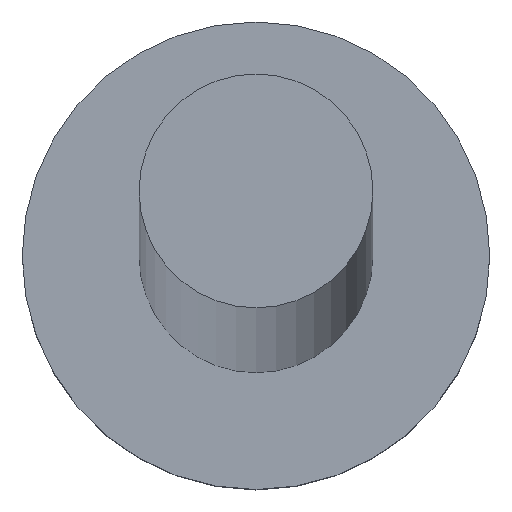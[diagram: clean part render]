
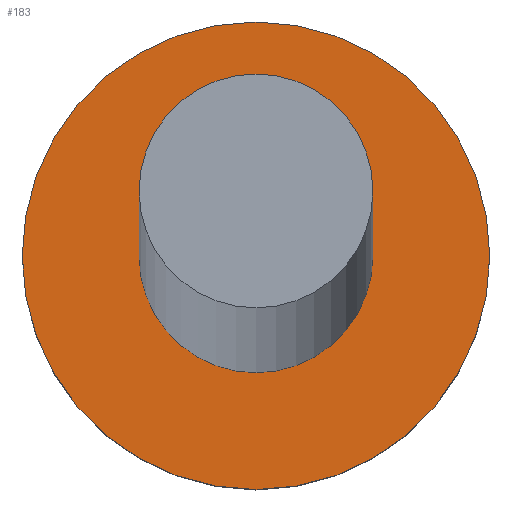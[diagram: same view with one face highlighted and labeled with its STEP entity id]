
A CAD part, top view. The second image highlights one B-rep face of the part: STEP entity #183.
In plain terms, the highlighted planar face has unit normal (0, 0, 1).
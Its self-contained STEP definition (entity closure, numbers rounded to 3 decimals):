
#2 = CIRCLE ( 'NONE', #209, 5. ) ;
#6 = CARTESIAN_POINT ( 'NONE',  ( -2.5, 0., 5. ) ) ;
#9 = CARTESIAN_POINT ( 'NONE',  ( 2.5, 0., 5. ) ) ;
#13 = AXIS2_PLACEMENT_3D ( 'NONE', #132, #107, #30 ) ;
#14 = DIRECTION ( 'NONE',  ( 0., 0., 1. ) ) ;
#26 = AXIS2_PLACEMENT_3D ( 'NONE', #148, #225, #202 ) ;
#28 = DIRECTION ( 'NONE',  ( 0., 0., 1. ) ) ;
#30 = DIRECTION ( 'NONE',  ( 1., 0., 0. ) ) ;
#34 = CARTESIAN_POINT ( 'NONE',  ( 5., 0., 5. ) ) ;
#44 = ORIENTED_EDGE ( 'NONE', *, *, #207, .F. ) ;
#59 = PLANE ( 'NONE',  #143 ) ;
#61 = ORIENTED_EDGE ( 'NONE', *, *, #113, .F. ) ;
#63 = DIRECTION ( 'NONE',  ( 0., 0., 1. ) ) ;
#75 = EDGE_CURVE ( 'NONE', #118, #83, #185, .T. ) ;
#80 = VERTEX_POINT ( 'NONE', #9 ) ;
#83 = VERTEX_POINT ( 'NONE', #226 ) ;
#95 = DIRECTION ( 'NONE',  ( 1., 0., 0. ) ) ;
#98 = AXIS2_PLACEMENT_3D ( 'NONE', #192, #63, #135 ) ;
#107 = DIRECTION ( 'NONE',  ( 0., 0., 1. ) ) ;
#113 = EDGE_CURVE ( 'NONE', #80, #227, #114, .T. ) ;
#114 = CIRCLE ( 'NONE', #98, 2.5 ) ;
#118 = VERTEX_POINT ( 'NONE', #34 ) ;
#121 = ORIENTED_EDGE ( 'NONE', *, *, #136, .T. ) ;
#127 = FACE_BOUND ( 'NONE', #230, .T. ) ;
#132 = CARTESIAN_POINT ( 'NONE',  ( 0., 0., 5. ) ) ;
#135 = DIRECTION ( 'NONE',  ( 1., 0., 0. ) ) ;
#136 = EDGE_CURVE ( 'NONE', #83, #118, #2, .T. ) ;
#143 = AXIS2_PLACEMENT_3D ( 'NONE', #200, #14, #95 ) ;
#148 = CARTESIAN_POINT ( 'NONE',  ( 0., 0., 5. ) ) ;
#170 = CARTESIAN_POINT ( 'NONE',  ( 0., 0., 5. ) ) ;
#174 = CIRCLE ( 'NONE', #13, 2.5 ) ;
#183 = ADVANCED_FACE ( 'NONE', ( #127, #206 ), #59, .T. ) ;
#185 = CIRCLE ( 'NONE', #26, 5. ) ;
#186 = DIRECTION ( 'NONE',  ( 1., 0., 0. ) ) ;
#192 = CARTESIAN_POINT ( 'NONE',  ( 0., 0., 5. ) ) ;
#194 = ORIENTED_EDGE ( 'NONE', *, *, #75, .T. ) ;
#200 = CARTESIAN_POINT ( 'NONE',  ( 0., 0., 5. ) ) ;
#202 = DIRECTION ( 'NONE',  ( 1., 0., 0. ) ) ;
#205 = EDGE_LOOP ( 'NONE', ( #121, #194 ) ) ;
#206 = FACE_OUTER_BOUND ( 'NONE', #205, .T. ) ;
#207 = EDGE_CURVE ( 'NONE', #227, #80, #174, .T. ) ;
#209 = AXIS2_PLACEMENT_3D ( 'NONE', #170, #28, #186 ) ;
#225 = DIRECTION ( 'NONE',  ( 0., 0., 1. ) ) ;
#226 = CARTESIAN_POINT ( 'NONE',  ( -5., 0., 5. ) ) ;
#227 = VERTEX_POINT ( 'NONE', #6 ) ;
#230 = EDGE_LOOP ( 'NONE', ( #44, #61 ) ) ;
